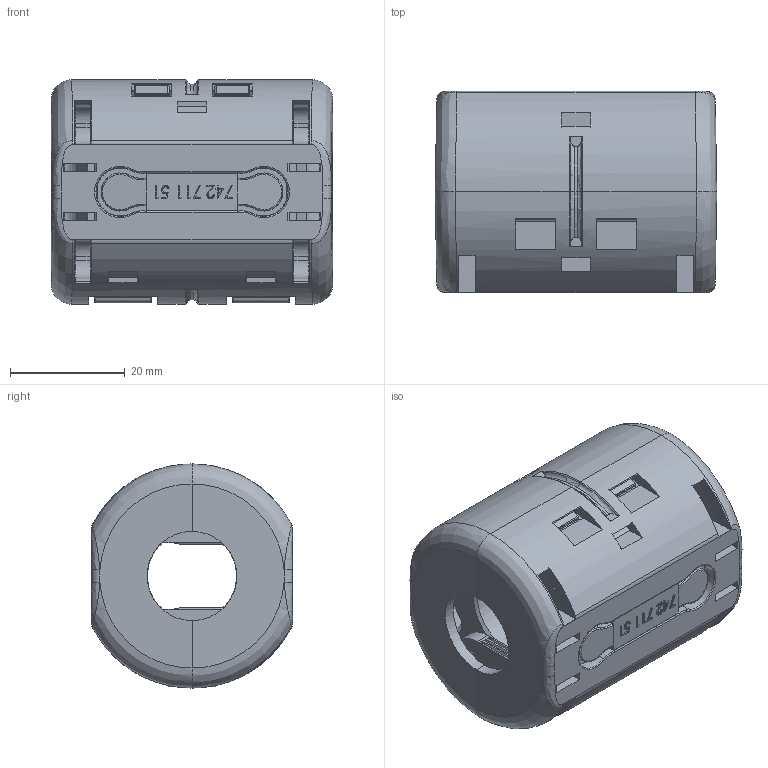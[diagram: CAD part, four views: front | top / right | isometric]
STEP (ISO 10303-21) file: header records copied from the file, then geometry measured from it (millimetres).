
FILE_DESCRIPTION(/* description */ ('Unknown','CAx-IF Rec.Pracs.---Representation and Presentation of Product Manufacturing Information (PMI)---4.0---2014-10-13','CAx-IF Rec.Pracs.---3D Tessellated Geometry---0.4---2014-09-14','2;1'),/* implementation_level */ '2;1');
FILE_NAME(/* name */ '74271151',/* time_stamp */ '2024-04-11T15:51:43+08:00',/* author */ ('Unknown'),/* organization */ ('Unknown'),/* preprocessor_version */ 'ST-DEVELOPER v16.7',/* originating_system */ 'Solid Edge',/* authorisation */ 'Unknown');
FILE_SCHEMA (('AP242_MANAGED_MODEL_BASED_3D_ENGINEERING_MIM_LF { 1 0 10303 442 1 1 4 }'));
Length unit declared in the file: millimetre
Products named in the file (7): 74271151; Schanier_geschlossen_Konfigurations-Name; Mittelteil_Konfigurations-Name; Schanier_Bogen_geschlossen; 74271151_Version_A_Unterseite; 74271151_Version_A_Oberseite; Ferritkern A_Konfigurations-Name
Assembly tree (9 placements, depth 3):
  74271151
    Schanier_geschlossen_Konfigurations-Name  x2
      Mittelteil_Konfigurations-Name
      Schanier_Bogen_geschlossen
    74271151_Version_A_Unterseite
    74271151_Version_A_Oberseite
    Ferritkern A_Konfigurations-Name  x2
Bounding box: 49 x 35 x 39 mm (x, y, z)
Volume: 34737.4 mm3; surface area: 25581.9 mm2
Topology: 10 solids, 10 shells, 1272 faces, 3514 edges, 2279 vertices
Faces by surface type: plane 728, bspline 228, cylinder 216, torus 44, cone 44, sphere 12
Full cylindrical faces by diameter (mm): 1.7 x1, 3 x2, 4 x4
Entity records: 44786 total; most frequent: CARTESIAN_POINT 16188, ORIENTED_EDGE 6358, DIRECTION 5164, EDGE_CURVE 3179, VERTEX_POINT 2071, LINE 1980, VECTOR 1980, AXIS2_PLACEMENT_3D 1592
